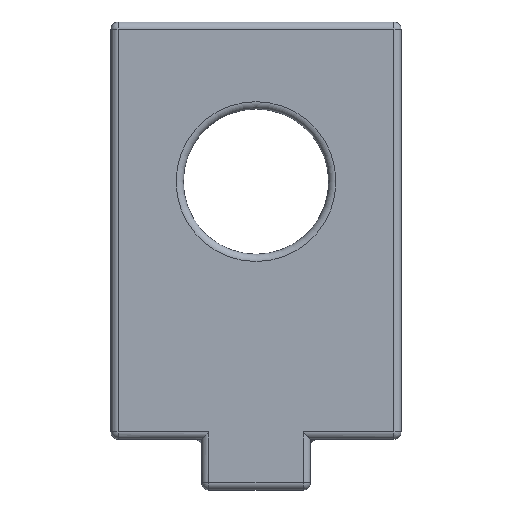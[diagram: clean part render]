
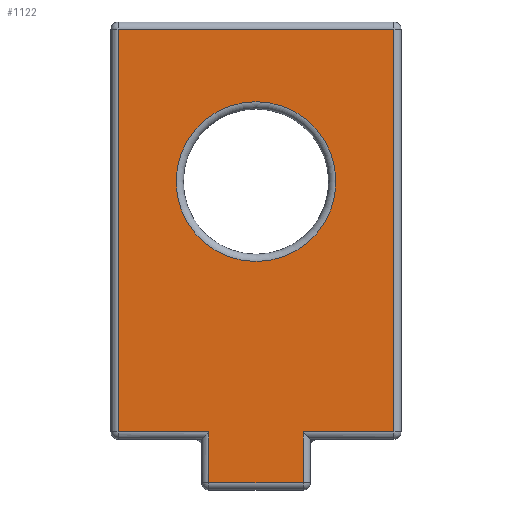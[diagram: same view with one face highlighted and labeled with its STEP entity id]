
A CAD part, top view. The second image highlights one B-rep face of the part: STEP entity #1122.
In plain terms, the highlighted planar face has unit normal (0, 0, 1).
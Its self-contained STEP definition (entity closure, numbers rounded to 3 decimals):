
#18=FACE_BOUND('',#212,.T.);
#57=PLANE('',#1279);
#134=FACE_OUTER_BOUND('',#211,.T.);
#211=EDGE_LOOP('',(#949,#950,#951,#952,#953,#954,#955,#956));
#212=EDGE_LOOP('',(#957));
#232=LINE('',#1696,#302);
#234=LINE('',#1704,#304);
#236=LINE('',#1712,#306);
#238=LINE('',#1720,#308);
#239=LINE('',#1725,#309);
#289=LINE('',#2089,#359);
#290=LINE('',#2091,#360);
#291=LINE('',#2092,#361);
#302=VECTOR('',#1316,10.);
#304=VECTOR('',#1324,10.);
#306=VECTOR('',#1332,10.);
#308=VECTOR('',#1340,10.);
#309=VECTOR('',#1345,10.);
#359=VECTOR('',#1621,10.);
#360=VECTOR('',#1622,10.);
#361=VECTOR('',#1623,10.);
#437=CIRCLE('',#1278,11.013);
#449=VERTEX_POINT('',#1689);
#452=VERTEX_POINT('',#1694);
#453=VERTEX_POINT('',#1698);
#456=VERTEX_POINT('',#1706);
#459=VERTEX_POINT('',#1714);
#463=VERTEX_POINT('',#1724);
#529=VERTEX_POINT('',#2084);
#530=VERTEX_POINT('',#2088);
#531=VERTEX_POINT('',#2090);
#542=EDGE_CURVE('',#452,#449,#232,.T.);
#546=EDGE_CURVE('',#449,#453,#234,.T.);
#550=EDGE_CURVE('',#453,#456,#236,.T.);
#554=EDGE_CURVE('',#456,#459,#238,.T.);
#556=EDGE_CURVE('',#459,#463,#239,.T.);
#679=EDGE_CURVE('',#529,#529,#437,.T.);
#680=EDGE_CURVE('',#530,#452,#289,.T.);
#681=EDGE_CURVE('',#531,#530,#290,.T.);
#682=EDGE_CURVE('',#463,#531,#291,.T.);
#949=ORIENTED_EDGE('',*,*,#680,.F.);
#950=ORIENTED_EDGE('',*,*,#681,.F.);
#951=ORIENTED_EDGE('',*,*,#682,.F.);
#952=ORIENTED_EDGE('',*,*,#556,.F.);
#953=ORIENTED_EDGE('',*,*,#554,.F.);
#954=ORIENTED_EDGE('',*,*,#550,.F.);
#955=ORIENTED_EDGE('',*,*,#546,.F.);
#956=ORIENTED_EDGE('',*,*,#542,.F.);
#957=ORIENTED_EDGE('',*,*,#679,.F.);
#1122=ADVANCED_FACE('',(#134,#18),#57,.T.);
#1278=AXIS2_PLACEMENT_3D('',#2086,#1617,#1618);
#1279=AXIS2_PLACEMENT_3D('',#2087,#1619,#1620);
#1316=DIRECTION('',(-1.,0.,0.));
#1324=DIRECTION('',(0.,1.,0.));
#1332=DIRECTION('',(1.,0.,0.));
#1340=DIRECTION('',(0.,-1.,0.));
#1345=DIRECTION('',(-1.,0.,0.));
#1617=DIRECTION('center_axis',(0.,0.,1.));
#1618=DIRECTION('ref_axis',(0.,-1.,0.));
#1619=DIRECTION('center_axis',(0.,0.,1.));
#1620=DIRECTION('ref_axis',(0.,1.,0.));
#1621=DIRECTION('',(0.,1.,0.));
#1622=DIRECTION('',(-1.,0.,0.));
#1623=DIRECTION('',(0.,-1.,0.));
#1689=CARTESIAN_POINT('',(-39.,1.,4.));
#1694=CARTESIAN_POINT('',(-26.5,1.,4.));
#1696=CARTESIAN_POINT('',(-20.,1.,4.));
#1698=CARTESIAN_POINT('',(-39.,56.5,4.));
#1704=CARTESIAN_POINT('',(-39.,28.75,4.));
#1706=CARTESIAN_POINT('',(-1.,56.5,4.));
#1712=CARTESIAN_POINT('',(-20.,56.5,4.));
#1714=CARTESIAN_POINT('',(-1.,1.,4.));
#1720=CARTESIAN_POINT('',(-1.,28.75,4.));
#1724=CARTESIAN_POINT('',(-13.5,1.,4.));
#1725=CARTESIAN_POINT('',(-20.,1.,4.));
#2084=CARTESIAN_POINT('',(-31.013,35.5,4.));
#2086=CARTESIAN_POINT('Origin',(-20.,35.5,4.));
#2087=CARTESIAN_POINT('Origin',(-20.,28.75,4.));
#2088=CARTESIAN_POINT('',(-26.5,-6.,4.));
#2089=CARTESIAN_POINT('',(-26.5,12.625,4.));
#2090=CARTESIAN_POINT('',(-13.5,-6.,4.));
#2091=CARTESIAN_POINT('',(-20.,-6.,4.));
#2092=CARTESIAN_POINT('',(-13.5,12.625,4.));
